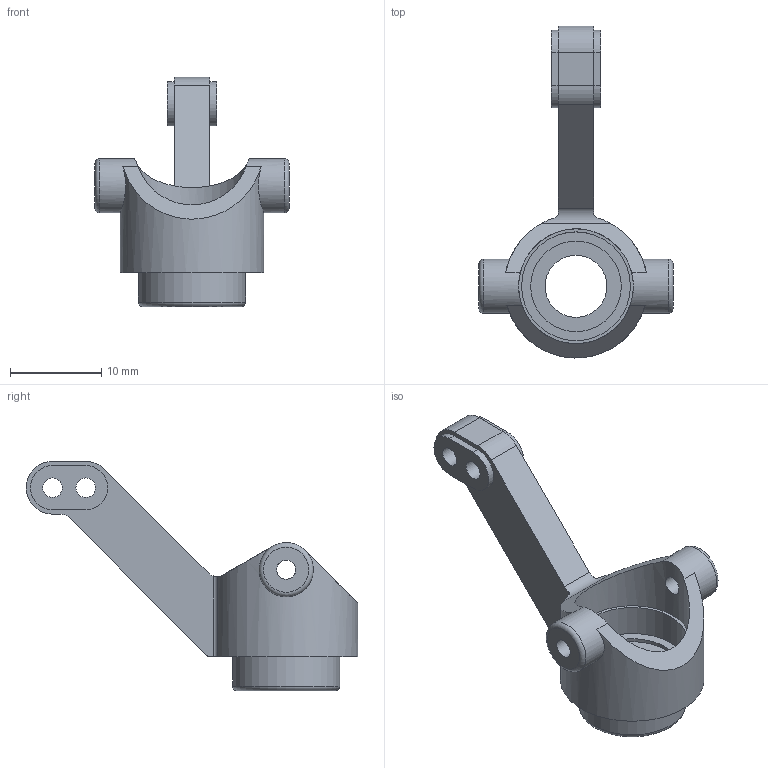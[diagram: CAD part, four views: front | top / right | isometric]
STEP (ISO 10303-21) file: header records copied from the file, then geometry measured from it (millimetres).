
FILE_DESCRIPTION(/* description */ ('STEP AP242','CAx-IF Rec.Pracs.---Representation and Presentation of Product Manufacturing Information (PMI)---4.0---2014-10-13','CAx-IF Rec.Pracs.---3D Tessellated Geometry---0.4---2014-09-14','2;1'),/* implementation_level */ '2;1');
FILE_NAME(/* name */ '6711a342ccde711d8d512e99',/* time_stamp */ '2024-10-17T23:52:34Z',/* author */ (''),/* organization */ (''),/* preprocessor_version */ 'ST-DEVELOPER v20',/* originating_system */ ' ',/* authorisation */ ' ');
FILE_SCHEMA (('AP242_MANAGED_MODEL_BASED_3D_ENGINEERING_MIM_LF { 1 0 10303 442 1 1 4 }'));
Length unit declared in the file: metre
Products named in the file (1): Steering Rack
Bounding box: 21.3 x 36.42 x 25.18 mm (x, y, z)
Volume: 1905.7 mm3; surface area: 2141.3 mm2
Topology: 1 solids, 1 shells, 49 faces, 124 edges, 82 vertices
Faces by surface type: cylinder 24, plane 22, torus 3
Full cylindrical faces by diameter (mm): 2.1 x2, 2.15 x2, 5.95 x2, 6.8 x1, 7.95 x1, 9.95 x1, 11.75 x1, 11.95 x1, 12.6 x1
Entity records: 1438 total; most frequent: CARTESIAN_POINT 288, DIRECTION 240, ORIENTED_EDGE 204, EDGE_CURVE 102, AXIS2_PLACEMENT_3D 98, EDGE_LOOP 80, FACE_BOUND 80, VERTEX_POINT 76
